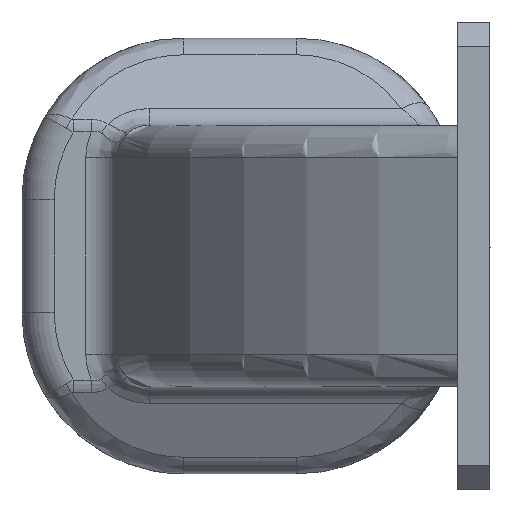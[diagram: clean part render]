
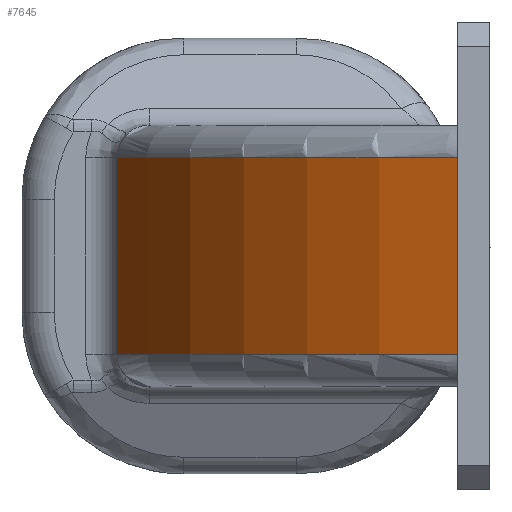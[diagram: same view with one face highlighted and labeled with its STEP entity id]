
A CAD part, left-side view. The second image highlights one B-rep face of the part: STEP entity #7645.
In plain terms, the highlighted cylindrical face has radius 34.5 mm (diameter 69 mm), a partial arc.
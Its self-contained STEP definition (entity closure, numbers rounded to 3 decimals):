
#717=DIRECTION('',(0.,0.,1.));
#718=VECTOR('',#717,12.2);
#719=CARTESIAN_POINT('',(-17.44,7.626,-6.1));
#720=LINE('1025',#719,#718);
#721=CARTESIAN_POINT('',(-7.8,-25.5,6.1));
#722=DIRECTION('',(0.,0.,1.));
#723=DIRECTION('',(-0.279,0.96,0.));
#724=AXIS2_PLACEMENT_3D('',#721,#722,#723);
#726=DIRECTION('',(0.,0.,1.));
#727=VECTOR('',#726,12.2);
#728=CARTESIAN_POINT('',(-40.146,-13.5,-6.1));
#729=LINE('1022',#728,#727);
#730=CARTESIAN_POINT('',(-7.8,-25.5,-6.1));
#731=DIRECTION('',(0.,0.,-1.));
#732=DIRECTION('',(-0.938,0.348,0.));
#733=AXIS2_PLACEMENT_3D('',#730,#731,#732);
#5833=CARTESIAN_POINT('',(-40.146,-13.5,-6.1));
#5834=CARTESIAN_POINT('',(-40.146,-13.5,6.1));
#5835=VERTEX_POINT('',#5833);
#5836=VERTEX_POINT('',#5834);
#5839=CARTESIAN_POINT('',(-17.44,7.626,
-6.1));
#5840=CARTESIAN_POINT('',(-17.44,7.626,6.1));
#5841=VERTEX_POINT('',#5839);
#5842=VERTEX_POINT('',#5840);
#7633=CARTESIAN_POINT('',(-7.8,-25.5,-8.1));
#7634=DIRECTION('',(0.,0.,1.));
#7635=DIRECTION('',(1.,0.,0.));
#7636=AXIS2_PLACEMENT_3D('',#7633,#7634,#7635);
#7637=CYLINDRICAL_SURFACE('294',#7636,34.5);
#7638=ORIENTED_EDGE('1025',*,*,#7617,.T.);
#7639=ORIENTED_EDGE('1029',*,*,#7452,.T.);
#7640=ORIENTED_EDGE('1022',*,*,#7306,.F.);
#7642=ORIENTED_EDGE('1027',*,*,#7641,.T.);
#7643=EDGE_LOOP('294',(#7638,#7639,#7640,#7642));
#7644=FACE_OUTER_BOUND('294',#7643,.F.);
#725=CIRCLE('1029',#724,34.5);
#734=CIRCLE('1027',#733,34.5);
#7306=EDGE_CURVE('1022',#5835,#5836,#729,.T.);
#7452=EDGE_CURVE('1029',#5842,#5836,#725,.T.);
#7617=EDGE_CURVE('1025',#5841,#5842,#720,.T.);
#7641=EDGE_CURVE('1027',#5835,#5841,#734,.T.);
#7645=ADVANCED_FACE('294',(#7644),#7637,.T.);
